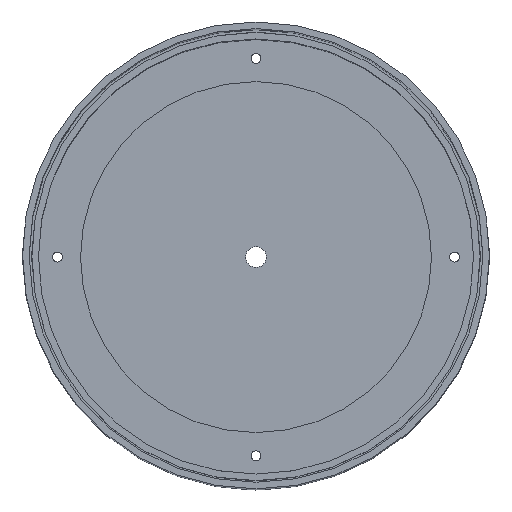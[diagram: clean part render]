
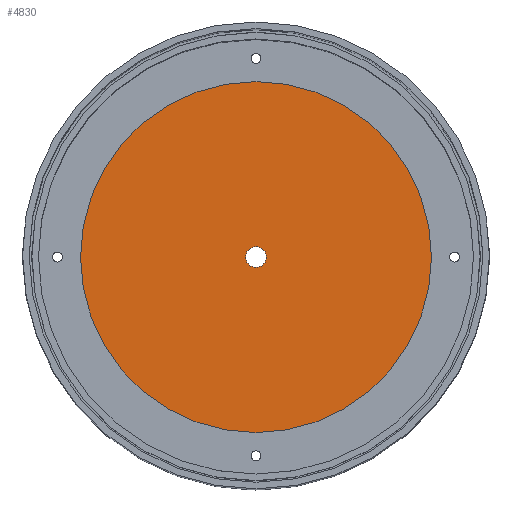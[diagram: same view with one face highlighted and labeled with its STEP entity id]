
A CAD part, top view. The second image highlights one B-rep face of the part: STEP entity #4830.
In plain terms, the highlighted planar face has unit normal (0, 0, 1).
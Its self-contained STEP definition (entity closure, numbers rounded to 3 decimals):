
#4340 = VERTEX_POINT('',#4341);
#4341 = CARTESIAN_POINT('',(65.,0.,6.));
#4348 = CYLINDRICAL_SURFACE('',#4349,65.);
#4349 = AXIS2_PLACEMENT_3D('',#4350,#4351,#4352);
#4350 = CARTESIAN_POINT('',(0.,0.,0.));
#4351 = DIRECTION('',(-0.,-0.,-1.));
#4352 = DIRECTION('',(1.,0.,0.));
#4367 = EDGE_CURVE('',#4340,#4340,#4368,.T.);
#4368 = SURFACE_CURVE('',#4369,(#4374,#4381),.PCURVE_S1.);
#4369 = CIRCLE('',#4370,65.);
#4370 = AXIS2_PLACEMENT_3D('',#4371,#4372,#4373);
#4371 = CARTESIAN_POINT('',(0.,0.,6.));
#4372 = DIRECTION('',(0.,0.,1.));
#4373 = DIRECTION('',(1.,0.,0.));
#4374 = PCURVE('',#4348,#4375);
#4375 = DEFINITIONAL_REPRESENTATION('',(#4376),#4380);
#4376 = LINE('',#4377,#4378);
#4377 = CARTESIAN_POINT('',(-0.,-6.));
#4378 = VECTOR('',#4379,1.);
#4379 = DIRECTION('',(-1.,0.));
#4380 = ( GEOMETRIC_REPRESENTATION_CONTEXT(2) 
PARAMETRIC_REPRESENTATION_CONTEXT() REPRESENTATION_CONTEXT('2D SPACE',''
  ) );
#4381 = PCURVE('',#4382,#4387);
#4382 = PLANE('',#4383);
#4383 = AXIS2_PLACEMENT_3D('',#4384,#4385,#4386);
#4384 = CARTESIAN_POINT('',(0.,0.,6.));
#4385 = DIRECTION('',(0.,0.,1.));
#4386 = DIRECTION('',(1.,0.,0.));
#4387 = DEFINITIONAL_REPRESENTATION('',(#4388),#4392);
#4388 = CIRCLE('',#4389,65.);
#4389 = AXIS2_PLACEMENT_2D('',#4390,#4391);
#4390 = CARTESIAN_POINT('',(0.,0.));
#4391 = DIRECTION('',(1.,0.));
#4392 = ( GEOMETRIC_REPRESENTATION_CONTEXT(2) 
PARAMETRIC_REPRESENTATION_CONTEXT() REPRESENTATION_CONTEXT('2D SPACE',''
  ) );
#4428 = VERTEX_POINT('',#4429);
#4429 = CARTESIAN_POINT('',(3.15,0.,6.));
#4436 = CYLINDRICAL_SURFACE('',#4437,3.15);
#4437 = AXIS2_PLACEMENT_3D('',#4438,#4439,#4440);
#4438 = CARTESIAN_POINT('',(0.,0.,0.));
#4439 = DIRECTION('',(-0.,-0.,-1.));
#4440 = DIRECTION('',(1.,0.,0.));
#4455 = EDGE_CURVE('',#4428,#4428,#4456,.T.);
#4456 = SURFACE_CURVE('',#4457,(#4462,#4469),.PCURVE_S1.);
#4457 = CIRCLE('',#4458,3.15);
#4458 = AXIS2_PLACEMENT_3D('',#4459,#4460,#4461);
#4459 = CARTESIAN_POINT('',(0.,0.,6.));
#4460 = DIRECTION('',(0.,0.,1.));
#4461 = DIRECTION('',(1.,0.,0.));
#4462 = PCURVE('',#4436,#4463);
#4463 = DEFINITIONAL_REPRESENTATION('',(#4464),#4468);
#4464 = LINE('',#4465,#4466);
#4465 = CARTESIAN_POINT('',(-0.,-6.));
#4466 = VECTOR('',#4467,1.);
#4467 = DIRECTION('',(-1.,0.));
#4468 = ( GEOMETRIC_REPRESENTATION_CONTEXT(2) 
PARAMETRIC_REPRESENTATION_CONTEXT() REPRESENTATION_CONTEXT('2D SPACE',''
  ) );
#4469 = PCURVE('',#4382,#4470);
#4470 = DEFINITIONAL_REPRESENTATION('',(#4471),#4475);
#4471 = CIRCLE('',#4472,3.15);
#4472 = AXIS2_PLACEMENT_2D('',#4473,#4474);
#4473 = CARTESIAN_POINT('',(0.,0.));
#4474 = DIRECTION('',(1.,0.));
#4475 = ( GEOMETRIC_REPRESENTATION_CONTEXT(2) 
PARAMETRIC_REPRESENTATION_CONTEXT() REPRESENTATION_CONTEXT('2D SPACE',''
  ) );
#4506 = VERTEX_POINT('',#4507);
#4507 = CARTESIAN_POINT('',(1.5,-60.008,6.));
#4514 = CYLINDRICAL_SURFACE('',#4515,1.5);
#4515 = AXIS2_PLACEMENT_3D('',#4516,#4517,#4518);
#4516 = CARTESIAN_POINT('',(0.,-60.008,0.));
#4517 = DIRECTION('',(-0.,-0.,-1.));
#4518 = DIRECTION('',(1.,0.,0.));
#4533 = EDGE_CURVE('',#4506,#4506,#4534,.T.);
#4534 = SURFACE_CURVE('',#4535,(#4540,#4547),.PCURVE_S1.);
#4535 = CIRCLE('',#4536,1.5);
#4536 = AXIS2_PLACEMENT_3D('',#4537,#4538,#4539);
#4537 = CARTESIAN_POINT('',(0.,-60.008,6.));
#4538 = DIRECTION('',(0.,0.,1.));
#4539 = DIRECTION('',(1.,0.,0.));
#4540 = PCURVE('',#4514,#4541);
#4541 = DEFINITIONAL_REPRESENTATION('',(#4542),#4546);
#4542 = LINE('',#4543,#4544);
#4543 = CARTESIAN_POINT('',(-0.,-6.));
#4544 = VECTOR('',#4545,1.);
#4545 = DIRECTION('',(-1.,0.));
#4546 = ( GEOMETRIC_REPRESENTATION_CONTEXT(2) 
PARAMETRIC_REPRESENTATION_CONTEXT() REPRESENTATION_CONTEXT('2D SPACE',''
  ) );
#4547 = PCURVE('',#4382,#4548);
#4548 = DEFINITIONAL_REPRESENTATION('',(#4549),#4553);
#4549 = CIRCLE('',#4550,1.5);
#4550 = AXIS2_PLACEMENT_2D('',#4551,#4552);
#4551 = CARTESIAN_POINT('',(0.,-60.008));
#4552 = DIRECTION('',(1.,0.));
#4553 = ( GEOMETRIC_REPRESENTATION_CONTEXT(2) 
PARAMETRIC_REPRESENTATION_CONTEXT() REPRESENTATION_CONTEXT('2D SPACE',''
  ) );
#4584 = VERTEX_POINT('',#4585);
#4585 = CARTESIAN_POINT('',(61.482,0.,6.));
#4592 = CYLINDRICAL_SURFACE('',#4593,1.5);
#4593 = AXIS2_PLACEMENT_3D('',#4594,#4595,#4596);
#4594 = CARTESIAN_POINT('',(59.982,0.,0.));
#4595 = DIRECTION('',(-0.,-0.,-1.));
#4596 = DIRECTION('',(1.,0.,0.));
#4611 = EDGE_CURVE('',#4584,#4584,#4612,.T.);
#4612 = SURFACE_CURVE('',#4613,(#4618,#4625),.PCURVE_S1.);
#4613 = CIRCLE('',#4614,1.5);
#4614 = AXIS2_PLACEMENT_3D('',#4615,#4616,#4617);
#4615 = CARTESIAN_POINT('',(59.982,0.,6.));
#4616 = DIRECTION('',(0.,0.,1.));
#4617 = DIRECTION('',(1.,0.,0.));
#4618 = PCURVE('',#4592,#4619);
#4619 = DEFINITIONAL_REPRESENTATION('',(#4620),#4624);
#4620 = LINE('',#4621,#4622);
#4621 = CARTESIAN_POINT('',(-0.,-6.));
#4622 = VECTOR('',#4623,1.);
#4623 = DIRECTION('',(-1.,0.));
#4624 = ( GEOMETRIC_REPRESENTATION_CONTEXT(2) 
PARAMETRIC_REPRESENTATION_CONTEXT() REPRESENTATION_CONTEXT('2D SPACE',''
  ) );
#4625 = PCURVE('',#4382,#4626);
#4626 = DEFINITIONAL_REPRESENTATION('',(#4627),#4631);
#4627 = CIRCLE('',#4628,1.5);
#4628 = AXIS2_PLACEMENT_2D('',#4629,#4630);
#4629 = CARTESIAN_POINT('',(59.982,0.));
#4630 = DIRECTION('',(1.,0.));
#4631 = ( GEOMETRIC_REPRESENTATION_CONTEXT(2) 
PARAMETRIC_REPRESENTATION_CONTEXT() REPRESENTATION_CONTEXT('2D SPACE',''
  ) );
#4662 = VERTEX_POINT('',#4663);
#4663 = CARTESIAN_POINT('',(1.5,59.996,6.));
#4670 = CYLINDRICAL_SURFACE('',#4671,1.5);
#4671 = AXIS2_PLACEMENT_3D('',#4672,#4673,#4674);
#4672 = CARTESIAN_POINT('',(0.,59.996,0.));
#4673 = DIRECTION('',(-0.,-0.,-1.));
#4674 = DIRECTION('',(1.,0.,0.));
#4689 = EDGE_CURVE('',#4662,#4662,#4690,.T.);
#4690 = SURFACE_CURVE('',#4691,(#4696,#4703),.PCURVE_S1.);
#4691 = CIRCLE('',#4692,1.5);
#4692 = AXIS2_PLACEMENT_3D('',#4693,#4694,#4695);
#4693 = CARTESIAN_POINT('',(0.,59.996,6.));
#4694 = DIRECTION('',(0.,0.,1.));
#4695 = DIRECTION('',(1.,0.,0.));
#4696 = PCURVE('',#4670,#4697);
#4697 = DEFINITIONAL_REPRESENTATION('',(#4698),#4702);
#4698 = LINE('',#4699,#4700);
#4699 = CARTESIAN_POINT('',(-0.,-6.));
#4700 = VECTOR('',#4701,1.);
#4701 = DIRECTION('',(-1.,0.));
#4702 = ( GEOMETRIC_REPRESENTATION_CONTEXT(2) 
PARAMETRIC_REPRESENTATION_CONTEXT() REPRESENTATION_CONTEXT('2D SPACE',''
  ) );
#4703 = PCURVE('',#4382,#4704);
#4704 = DEFINITIONAL_REPRESENTATION('',(#4705),#4709);
#4705 = CIRCLE('',#4706,1.5);
#4706 = AXIS2_PLACEMENT_2D('',#4707,#4708);
#4707 = CARTESIAN_POINT('',(0.,59.997));
#4708 = DIRECTION('',(1.,0.));
#4709 = ( GEOMETRIC_REPRESENTATION_CONTEXT(2) 
PARAMETRIC_REPRESENTATION_CONTEXT() REPRESENTATION_CONTEXT('2D SPACE',''
  ) );
#4740 = VERTEX_POINT('',#4741);
#4741 = CARTESIAN_POINT('',(-58.489,0.,6.));
#4748 = CYLINDRICAL_SURFACE('',#4749,1.5);
#4749 = AXIS2_PLACEMENT_3D('',#4750,#4751,#4752);
#4750 = CARTESIAN_POINT('',(-59.989,0.,0.));
#4751 = DIRECTION('',(-0.,-0.,-1.));
#4752 = DIRECTION('',(1.,0.,0.));
#4767 = EDGE_CURVE('',#4740,#4740,#4768,.T.);
#4768 = SURFACE_CURVE('',#4769,(#4774,#4781),.PCURVE_S1.);
#4769 = CIRCLE('',#4770,1.5);
#4770 = AXIS2_PLACEMENT_3D('',#4771,#4772,#4773);
#4771 = CARTESIAN_POINT('',(-59.989,0.,6.));
#4772 = DIRECTION('',(0.,0.,1.));
#4773 = DIRECTION('',(1.,0.,0.));
#4774 = PCURVE('',#4748,#4775);
#4775 = DEFINITIONAL_REPRESENTATION('',(#4776),#4780);
#4776 = LINE('',#4777,#4778);
#4777 = CARTESIAN_POINT('',(-0.,-6.));
#4778 = VECTOR('',#4779,1.);
#4779 = DIRECTION('',(-1.,0.));
#4780 = ( GEOMETRIC_REPRESENTATION_CONTEXT(2) 
PARAMETRIC_REPRESENTATION_CONTEXT() REPRESENTATION_CONTEXT('2D SPACE',''
  ) );
#4781 = PCURVE('',#4382,#4782);
#4782 = DEFINITIONAL_REPRESENTATION('',(#4783),#4787);
#4783 = CIRCLE('',#4784,1.5);
#4784 = AXIS2_PLACEMENT_2D('',#4785,#4786);
#4785 = CARTESIAN_POINT('',(-59.989,0.));
#4786 = DIRECTION('',(1.,0.));
#4787 = ( GEOMETRIC_REPRESENTATION_CONTEXT(2) 
PARAMETRIC_REPRESENTATION_CONTEXT() REPRESENTATION_CONTEXT('2D SPACE',''
  ) );
#4830 = ADVANCED_FACE('',(#4831,#4834,#4837,#4840,#4843,#4846),#4382,.T.
  );
#4831 = FACE_BOUND('',#4832,.T.);
#4832 = EDGE_LOOP('',(#4833));
#4833 = ORIENTED_EDGE('',*,*,#4367,.T.);
#4834 = FACE_BOUND('',#4835,.F.);
#4835 = EDGE_LOOP('',(#4836));
#4836 = ORIENTED_EDGE('',*,*,#4455,.T.);
#4837 = FACE_BOUND('',#4838,.F.);
#4838 = EDGE_LOOP('',(#4839));
#4839 = ORIENTED_EDGE('',*,*,#4533,.T.);
#4840 = FACE_BOUND('',#4841,.F.);
#4841 = EDGE_LOOP('',(#4842));
#4842 = ORIENTED_EDGE('',*,*,#4611,.T.);
#4843 = FACE_BOUND('',#4844,.F.);
#4844 = EDGE_LOOP('',(#4845));
#4845 = ORIENTED_EDGE('',*,*,#4689,.T.);
#4846 = FACE_BOUND('',#4847,.F.);
#4847 = EDGE_LOOP('',(#4848));
#4848 = ORIENTED_EDGE('',*,*,#4767,.T.);
